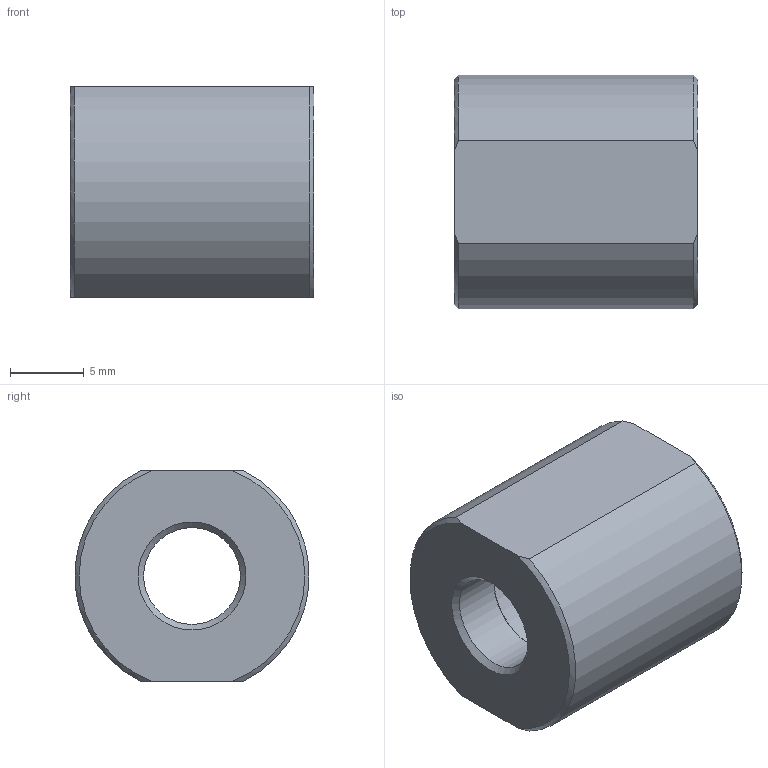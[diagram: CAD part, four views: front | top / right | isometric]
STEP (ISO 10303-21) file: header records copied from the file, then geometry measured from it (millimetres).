
FILE_DESCRIPTION((''),'2;1');
FILE_NAME('312567-EN4PK External polymeric nut.stp','2008-08-08T09:16:13',('Franzp'),(''),'Autodesk Inventor 2008','Autodesk Inventor 2008','');
FILE_SCHEMA(('AUTOMOTIVE_DESIGN { 1 0 10303 214 1 1 1 1 }'));
Length unit declared in the file: millimetre
Products named in the file (1): 312567
Bounding box: 16.51 x 15.82 x 14.27 mm (x, y, z)
Volume: 2055.4 mm3; surface area: 1561.9 mm2
Topology: 1 solids, 1 shells, 16 faces, 36 edges, 23 vertices
Faces by surface type: cone 6, plane 4, bspline 4, cylinder 2
Entity records: 487 total; most frequent: CARTESIAN_POINT 141, DIRECTION 64, ORIENTED_EDGE 62, EDGE_CURVE 31, AXIS2_PLACEMENT_3D 28, EDGE_LOOP 24, VERTEX_POINT 23, FACE_OUTER_BOUND 16
